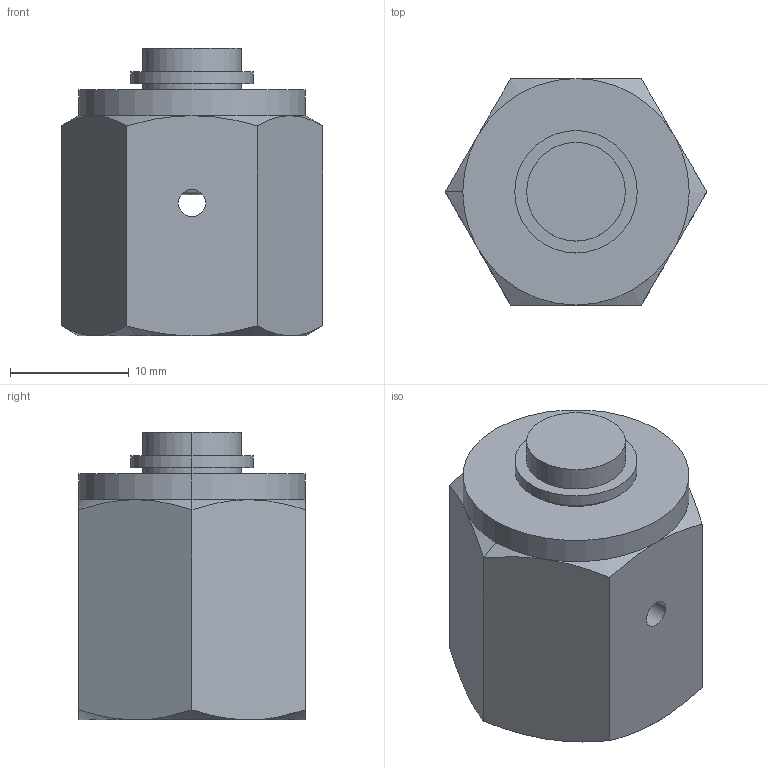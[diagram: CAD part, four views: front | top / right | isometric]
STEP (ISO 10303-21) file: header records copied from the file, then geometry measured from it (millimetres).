
FILE_DESCRIPTION (( 'STEP AP214' ), '1' );
FILE_NAME ('100001020546.STEP', '2025-11-04T06:32:50', ( 'Microsoft' ), ( 'Microsoft' ), 'SwSTEP 2.0', 'SolidWorks 2025', '' );
FILE_SCHEMA (( 'AUTOMOTIVE_DESIGN' ));
Length unit declared in the file: millimetre
Products named in the file (1): 100001020546
Bounding box: 22 x 19.05 x 24.2 mm (x, y, z)
Volume: 5242.1 mm3; surface area: 2707.1 mm2
Topology: 1 solids, 1 shells, 47 faces, 107 edges, 65 vertices
Faces by surface type: cylinder 16, cone 16, plane 13, torus 2
Entity records: 1507 total; most frequent: CARTESIAN_POINT 442, DIRECTION 220, ORIENTED_EDGE 214, EDGE_CURVE 107, AXIS2_PLACEMENT_3D 97, VERTEX_POINT 65, EDGE_LOOP 54, CIRCLE 49
